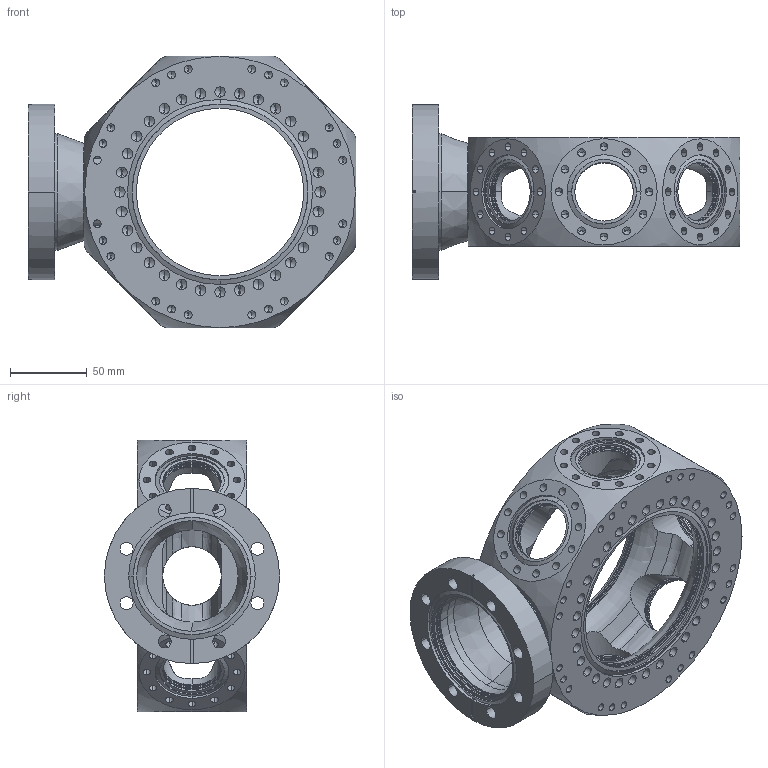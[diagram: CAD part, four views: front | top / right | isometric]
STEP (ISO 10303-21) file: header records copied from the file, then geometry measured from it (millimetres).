
FILE_DESCRIPTION (( 'STEP AP214' ), '1' );
FILE_NAME ('多面体-2CF100+CF63+7CF35.STEP', '2023-10-26T02:49:31', ( '' ), ( '' ), 'SwSTEP 2.0', 'SolidWorks 2020', '' );
FILE_SCHEMA (( 'AUTOMOTIVE_DESIGN' ));
Length unit declared in the file: millimetre
Products named in the file (1): 嗣醱极-2CF100+CF63+7CF35
Bounding box: 213.5 x 114 x 177 mm (x, y, z)
Volume: 714555.3 mm3; surface area: 202876.4 mm2
Topology: 3 solids, 3 shells, 1108 faces, 2736 edges, 1487 vertices
Faces by surface type: cylinder 515, cone 450, plane 77, torus 64, sphere 2
Entity records: 32783 total; most frequent: CARTESIAN_POINT 6504, DIRECTION 5679, ORIENTED_EDGE 4692, AXIS2_PLACEMENT_3D 2360, EDGE_CURVE 2346, VERTEX_POINT 1485, EDGE_LOOP 1395, CIRCLE 1251
